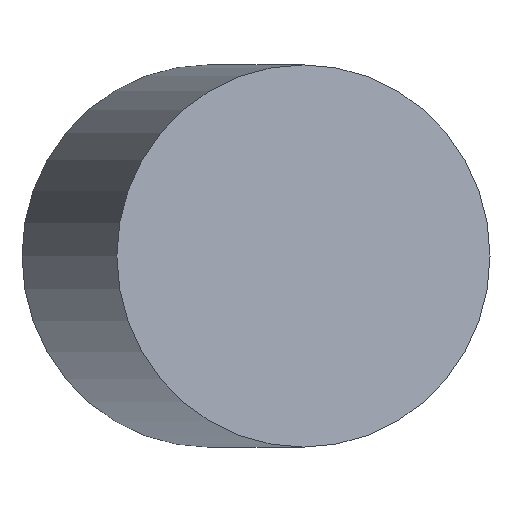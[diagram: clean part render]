
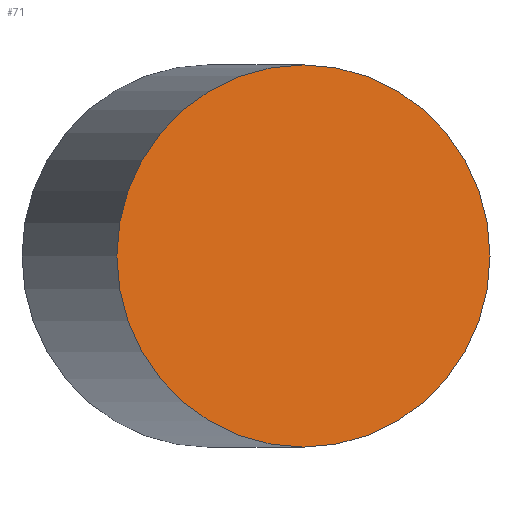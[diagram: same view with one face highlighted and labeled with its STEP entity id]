
A CAD part, front view. The second image highlights one B-rep face of the part: STEP entity #71.
In plain terms, the highlighted planar face has unit normal (0.216, -0.976, 0).
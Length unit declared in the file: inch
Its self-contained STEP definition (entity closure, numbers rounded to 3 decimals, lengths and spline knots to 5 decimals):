
#24=FACE_OUTER_BOUND('',#29,.T.);
#29=EDGE_LOOP('',(#56));
#37=CIRCLE('',#81,0.1005);
#43=VERTEX_POINT('',#116);
#49=EDGE_CURVE('',#43,#43,#37,.T.);
#56=ORIENTED_EDGE('',*,*,#49,.T.);
#69=PLANE('',#80);
#71=ADVANCED_FACE('',(#24),#69,.F.);
#80=AXIS2_PLACEMENT_3D('',#115,#95,#96);
#81=AXIS2_PLACEMENT_3D('',#117,#97,#98);
#95=DIRECTION('center_axis',(-0.216,0.976,0.));
#96=DIRECTION('ref_axis',(-0.976,-0.216,0.));
#97=DIRECTION('center_axis',(0.216,-0.976,0.));
#98=DIRECTION('ref_axis',(0.976,0.216,0.));
#115=CARTESIAN_POINT('Origin',(0.00338,0.29909,0.));
#116=CARTESIAN_POINT('',(0.00338,0.29909,0.));
#117=CARTESIAN_POINT('Origin',(-0.09474,0.27733,0.));
